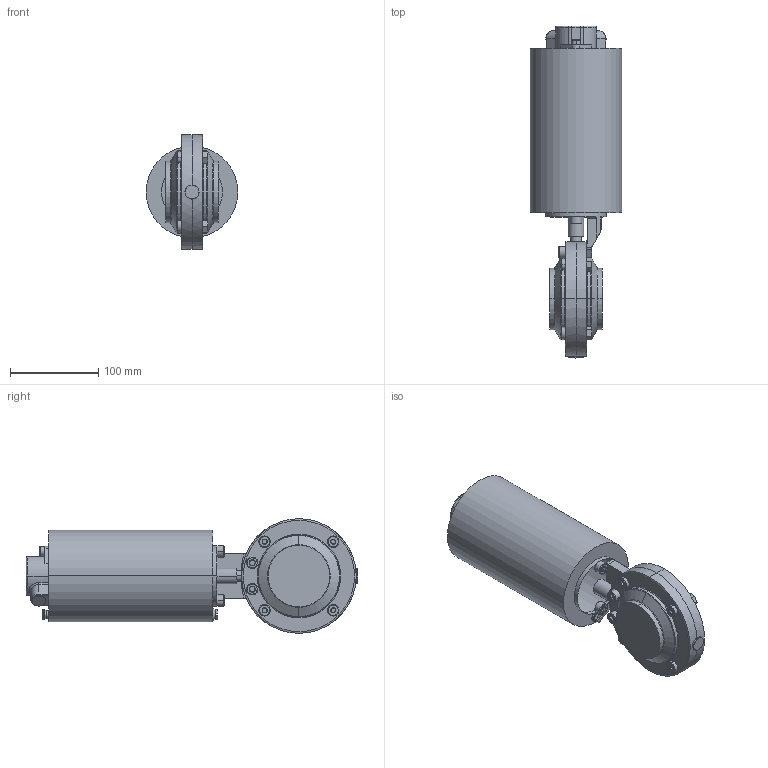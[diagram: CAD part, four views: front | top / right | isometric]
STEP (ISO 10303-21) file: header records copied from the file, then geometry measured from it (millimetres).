
FILE_DESCRIPTION(('OneSpaceDesigner STEP Export'),'2;1');
FILE_NAME('sd608609.stp','2006-06-15T 1:03:25',(''),(''),'OneSpace Designer STEP processor for AP214 (Solid Model)','OneSpace Designer 13.20B 05-Dec-2005 (C) CoCreate Software GmbH','');
FILE_SCHEMA(('AUTOMOTIVE_DESIGN { 1 0 10303 214 1 1 1 1 }'));
Length unit declared in the file: millimetre
Products named in the file (2): 4501.065.130-021_1; Scheibenventil
Assembly tree (1 placements, depth 2):
  Scheibenventil
    4501.065.130-021_1
Bounding box: 104 x 376.39 x 130 mm (x, y, z)
Volume: 2193502.3 mm3; surface area: 154263.9 mm2
Topology: 1 solids, 1 shells, 425 faces, 962 edges, 574 vertices
Faces by surface type: plane 167, cylinder 111, cone 76, torus 61, bspline 6, sphere 2, extrusion 2
Entity records: 22572 total; most frequent: CARTESIAN_POINT 10789, ORIENTED_EDGE 1920, DIRECTION 1441, EDGE_CURVE 960, VERTEX_POINT 574, AXIS2_PLACEMENT_3D 517, EDGE_LOOP 466, COLOUR_RGB 426
